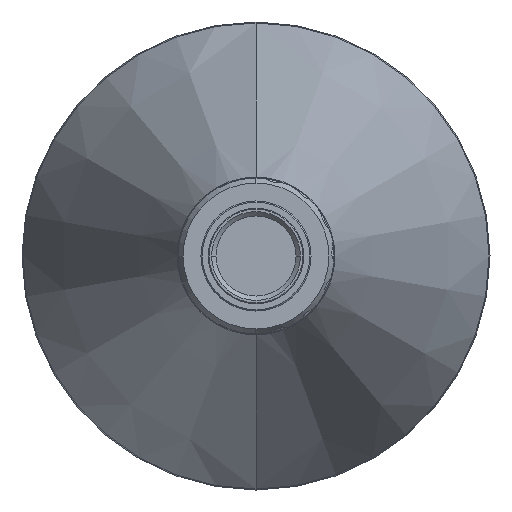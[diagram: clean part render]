
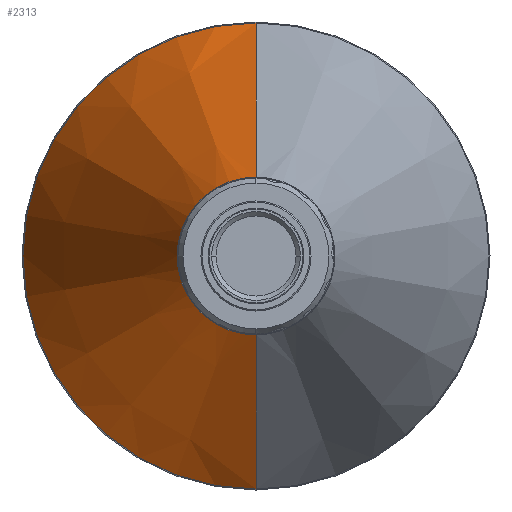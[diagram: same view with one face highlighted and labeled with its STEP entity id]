
A CAD part, left-side view. The second image highlights one B-rep face of the part: STEP entity #2313.
In plain terms, the highlighted conical face has half-angle 22 degrees and reference radius 18.218 mm.
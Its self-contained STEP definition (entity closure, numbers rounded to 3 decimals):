
#130 = CARTESIAN_POINT ( 'NONE',  ( 38.438, 0., 0. ) ) ;
#152 = VERTEX_POINT ( 'NONE', #194 ) ;
#161 = DIRECTION ( 'NONE',  ( 0.927, 0., -0.375 ) ) ;
#194 = CARTESIAN_POINT ( 'NONE',  ( 38.438, 0., -18.218 ) ) ;
#345 = DIRECTION ( 'NONE',  ( 0., 0., -1. ) ) ;
#431 = ORIENTED_EDGE ( 'NONE', *, *, #1312, .T. ) ;
#559 = AXIS2_PLACEMENT_3D ( 'NONE', #130, #3484, #1945 ) ;
#835 = ORIENTED_EDGE ( 'NONE', *, *, #1275, .F. ) ;
#868 = CARTESIAN_POINT ( 'NONE',  ( 126.459, 0., -53.782 ) ) ;
#873 = CARTESIAN_POINT ( 'NONE',  ( 38.438, 0., 0. ) ) ;
#892 = CIRCLE ( 'NONE', #2723, 53.782 ) ;
#940 = VECTOR ( 'NONE', #2523, 1000. ) ;
#1002 = LINE ( 'NONE', #1069, #3318 ) ;
#1069 = CARTESIAN_POINT ( 'NONE',  ( 38.438, 0., -18.218 ) ) ;
#1275 = EDGE_CURVE ( 'NONE', #1605, #3328, #892, .T. ) ;
#1312 = EDGE_CURVE ( 'NONE', #152, #3940, #2162, .T. ) ;
#1372 = EDGE_LOOP ( 'NONE', ( #431, #1417, #835, #3555 ) ) ;
#1417 = ORIENTED_EDGE ( 'NONE', *, *, #3513, .T. ) ;
#1599 = CARTESIAN_POINT ( 'NONE',  ( 38.438, 0., 18.218 ) ) ;
#1605 = VERTEX_POINT ( 'NONE', #868 ) ;
#1842 = CARTESIAN_POINT ( 'NONE',  ( 38.438, 0., 18.218 ) ) ;
#1945 = DIRECTION ( 'NONE',  ( 0., 1., 0. ) ) ;
#2092 = DIRECTION ( 'NONE',  ( 1., 0., 0. ) ) ;
#2162 = CIRCLE ( 'NONE', #559, 18.218 ) ;
#2173 = DIRECTION ( 'NONE',  ( 1., 0., 0. ) ) ;
#2212 = CARTESIAN_POINT ( 'NONE',  ( 126.459, 0., 0. ) ) ;
#2313 = ADVANCED_FACE ( 'NONE', ( #3178 ), #3080, .T. ) ;
#2523 = DIRECTION ( 'NONE',  ( 0.927, 0., 0.375 ) ) ;
#2616 = EDGE_CURVE ( 'NONE', #152, #1605, #1002, .T. ) ;
#2723 = AXIS2_PLACEMENT_3D ( 'NONE', #2212, #2173, #345 ) ;
#2743 = LINE ( 'NONE', #1599, #940 ) ;
#3080 = CONICAL_SURFACE ( 'NONE', #3528, 18.218, 0.384 ) ;
#3178 = FACE_OUTER_BOUND ( 'NONE', #1372, .T. ) ;
#3318 = VECTOR ( 'NONE', #161, 1000. ) ;
#3328 = VERTEX_POINT ( 'NONE', #3980 ) ;
#3484 = DIRECTION ( 'NONE',  ( 1., 0., 0. ) ) ;
#3513 = EDGE_CURVE ( 'NONE', #3940, #3328, #2743, .T. ) ;
#3528 = AXIS2_PLACEMENT_3D ( 'NONE', #873, #2092, #3978 ) ;
#3555 = ORIENTED_EDGE ( 'NONE', *, *, #2616, .F. ) ;
#3940 = VERTEX_POINT ( 'NONE', #1842 ) ;
#3978 = DIRECTION ( 'NONE',  ( 0., 0., -1. ) ) ;
#3980 = CARTESIAN_POINT ( 'NONE',  ( 126.459, 0., 53.782 ) ) ;
